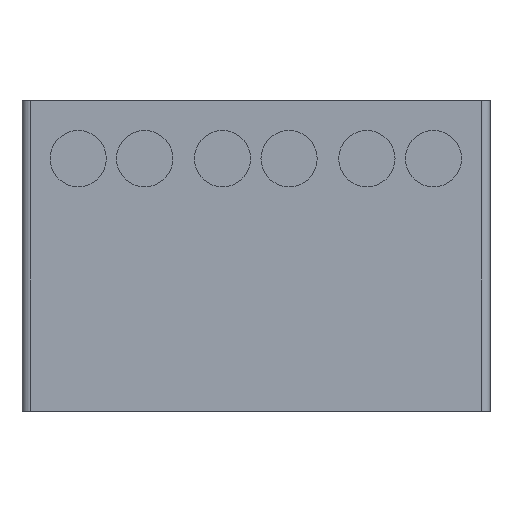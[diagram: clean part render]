
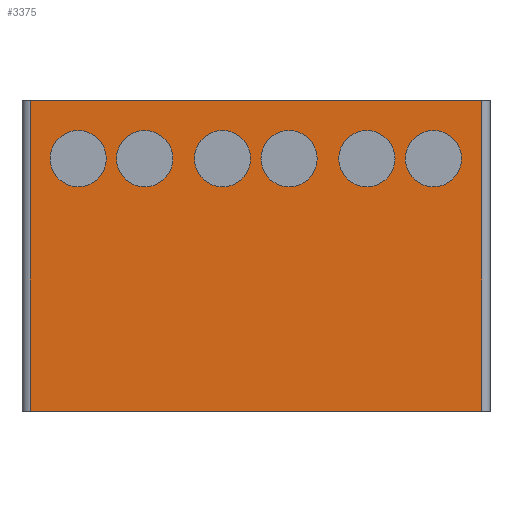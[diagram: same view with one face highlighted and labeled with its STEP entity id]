
A CAD part, top view. The second image highlights one B-rep face of the part: STEP entity #3375.
In plain terms, the highlighted planar face has unit normal (0, 0, 1).
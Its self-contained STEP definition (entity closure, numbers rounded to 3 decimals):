
#3126 = VERTEX_POINT('',#3127);
#3127 = CARTESIAN_POINT('',(169.799,115.062,26.873));
#3148 = EDGE_CURVE('',#3126,#3149,#3151,.T.);
#3149 = VERTEX_POINT('',#3150);
#3150 = CARTESIAN_POINT('',(169.799,-0.762,26.873));
#3151 = LINE('',#3152,#3153);
#3152 = CARTESIAN_POINT('',(169.799,115.062,26.873));
#3153 = VECTOR('',#3154,1.);
#3154 = DIRECTION('',(0.,-1.,0.));
#3375 = ADVANCED_FACE('',(#3376,#3400,#3411,#3422,#3433,#3444,#3455),
  #3466,.F.);
#3376 = FACE_BOUND('',#3377,.F.);
#3377 = EDGE_LOOP('',(#3378,#3386,#3393,#3399));
#3378 = ORIENTED_EDGE('',*,*,#3379,.T.);
#3379 = EDGE_CURVE('',#3149,#3380,#3382,.T.);
#3380 = VERTEX_POINT('',#3381);
#3381 = CARTESIAN_POINT('',(1.651,-0.762,26.873));
#3382 = LINE('',#3383,#3384);
#3383 = CARTESIAN_POINT('',(169.799,-0.762,26.873));
#3384 = VECTOR('',#3385,1.);
#3385 = DIRECTION('',(-1.,0.,0.));
#3386 = ORIENTED_EDGE('',*,*,#3387,.T.);
#3387 = EDGE_CURVE('',#3380,#3388,#3390,.T.);
#3388 = VERTEX_POINT('',#3389);
#3389 = CARTESIAN_POINT('',(1.651,115.062,26.873));
#3390 = B_SPLINE_CURVE_WITH_KNOTS('',1,(#3391,#3392),.UNSPECIFIED.,.F.,
  .F.,(2,2),(0.,4.56),.PIECEWISE_BEZIER_KNOTS.);
#3391 = CARTESIAN_POINT('',(1.651,-0.762,26.873));
#3392 = CARTESIAN_POINT('',(1.651,115.062,26.873));
#3393 = ORIENTED_EDGE('',*,*,#3394,.T.);
#3394 = EDGE_CURVE('',#3388,#3126,#3395,.T.);
#3395 = LINE('',#3396,#3397);
#3396 = CARTESIAN_POINT('',(1.651,115.062,26.873));
#3397 = VECTOR('',#3398,1.);
#3398 = DIRECTION('',(1.,0.,0.));
#3399 = ORIENTED_EDGE('',*,*,#3148,.T.);
#3400 = FACE_BOUND('',#3401,.F.);
#3401 = EDGE_LOOP('',(#3402));
#3402 = ORIENTED_EDGE('',*,*,#3403,.F.);
#3403 = EDGE_CURVE('',#3404,#3404,#3406,.T.);
#3404 = VERTEX_POINT('',#3405);
#3405 = CARTESIAN_POINT('',(54.723,93.404,26.873));
#3406 = CIRCLE('',#3407,10.478);
#3407 = AXIS2_PLACEMENT_3D('',#3408,#3409,#3410);
#3408 = CARTESIAN_POINT('',(44.245,93.404,26.873));
#3409 = DIRECTION('',(0.,0.,-1.));
#3410 = DIRECTION('',(1.,0.,0.));
#3411 = FACE_BOUND('',#3412,.F.);
#3412 = EDGE_LOOP('',(#3413));
#3413 = ORIENTED_EDGE('',*,*,#3414,.F.);
#3414 = EDGE_CURVE('',#3415,#3415,#3417,.T.);
#3415 = VERTEX_POINT('',#3416);
#3416 = CARTESIAN_POINT('',(29.923,93.404,26.873));
#3417 = CIRCLE('',#3418,10.478);
#3418 = AXIS2_PLACEMENT_3D('',#3419,#3420,#3421);
#3419 = CARTESIAN_POINT('',(19.445,93.404,26.873));
#3420 = DIRECTION('',(0.,0.,-1.));
#3421 = DIRECTION('',(1.,0.,0.));
#3422 = FACE_BOUND('',#3423,.F.);
#3423 = EDGE_LOOP('',(#3424));
#3424 = ORIENTED_EDGE('',*,*,#3425,.F.);
#3425 = EDGE_CURVE('',#3426,#3426,#3428,.T.);
#3426 = VERTEX_POINT('',#3427);
#3427 = CARTESIAN_POINT('',(162.323,93.404,26.873));
#3428 = CIRCLE('',#3429,10.478);
#3429 = AXIS2_PLACEMENT_3D('',#3430,#3431,#3432);
#3430 = CARTESIAN_POINT('',(151.845,93.404,26.873));
#3431 = DIRECTION('',(0.,0.,-1.));
#3432 = DIRECTION('',(1.,0.,0.));
#3433 = FACE_BOUND('',#3434,.F.);
#3434 = EDGE_LOOP('',(#3435));
#3435 = ORIENTED_EDGE('',*,*,#3436,.F.);
#3436 = EDGE_CURVE('',#3437,#3437,#3439,.T.);
#3437 = VERTEX_POINT('',#3438);
#3438 = CARTESIAN_POINT('',(137.523,93.404,26.873));
#3439 = CIRCLE('',#3440,10.478);
#3440 = AXIS2_PLACEMENT_3D('',#3441,#3442,#3443);
#3441 = CARTESIAN_POINT('',(127.045,93.404,26.873));
#3442 = DIRECTION('',(0.,0.,-1.));
#3443 = DIRECTION('',(1.,0.,0.));
#3444 = FACE_BOUND('',#3445,.F.);
#3445 = EDGE_LOOP('',(#3446));
#3446 = ORIENTED_EDGE('',*,*,#3447,.F.);
#3447 = EDGE_CURVE('',#3448,#3448,#3450,.T.);
#3448 = VERTEX_POINT('',#3449);
#3449 = CARTESIAN_POINT('',(108.523,93.404,26.873));
#3450 = CIRCLE('',#3451,10.478);
#3451 = AXIS2_PLACEMENT_3D('',#3452,#3453,#3454);
#3452 = CARTESIAN_POINT('',(98.045,93.404,26.873));
#3453 = DIRECTION('',(0.,0.,-1.));
#3454 = DIRECTION('',(1.,0.,0.));
#3455 = FACE_BOUND('',#3456,.F.);
#3456 = EDGE_LOOP('',(#3457));
#3457 = ORIENTED_EDGE('',*,*,#3458,.F.);
#3458 = EDGE_CURVE('',#3459,#3459,#3461,.T.);
#3459 = VERTEX_POINT('',#3460);
#3460 = CARTESIAN_POINT('',(83.723,93.404,26.873));
#3461 = CIRCLE('',#3462,10.478);
#3462 = AXIS2_PLACEMENT_3D('',#3463,#3464,#3465);
#3463 = CARTESIAN_POINT('',(73.245,93.404,26.873));
#3464 = DIRECTION('',(0.,0.,-1.));
#3465 = DIRECTION('',(1.,0.,0.));
#3466 = PLANE('',#3467);
#3467 = AXIS2_PLACEMENT_3D('',#3468,#3469,#3470);
#3468 = CARTESIAN_POINT('',(85.725,57.15,26.873));
#3469 = DIRECTION('',(0.,0.,-1.));
#3470 = DIRECTION('',(-1.,0.,0.));
